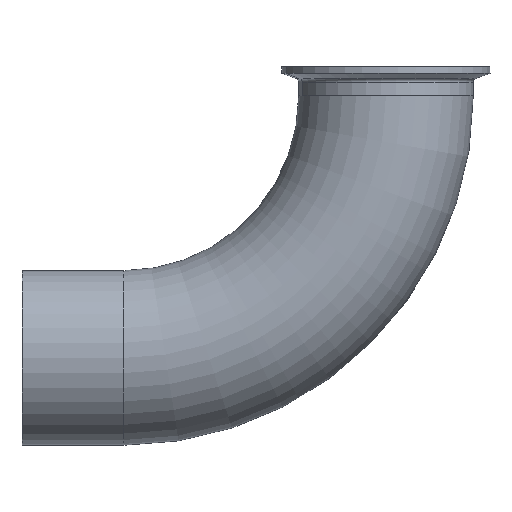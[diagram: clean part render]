
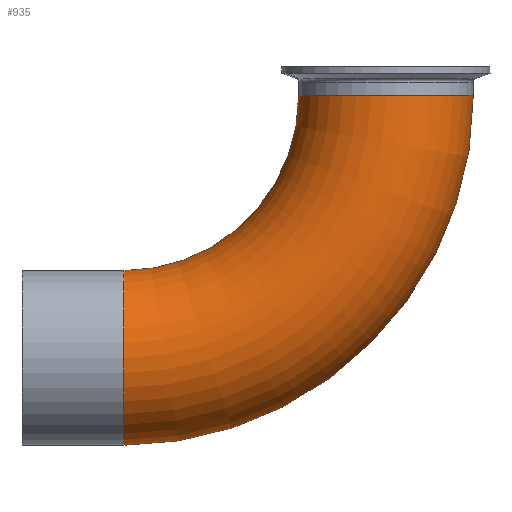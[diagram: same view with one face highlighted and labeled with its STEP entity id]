
A CAD part, front view. The second image highlights one B-rep face of the part: STEP entity #935.
In plain terms, the highlighted toroidal (fillet/blend) face has major radius 114.3 mm and minor radius 38.1 mm.
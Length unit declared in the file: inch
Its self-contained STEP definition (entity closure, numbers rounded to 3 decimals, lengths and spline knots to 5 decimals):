
#11 = VERTEX_POINT ( 'NONE', #646 ) ;
#24 = ORIENTED_EDGE ( 'NONE', *, *, #789, .T. ) ;
#53 = ORIENTED_EDGE ( 'NONE', *, *, #341, .T. ) ;
#68 = AXIS2_PLACEMENT_3D ( 'NONE', #151, #744, #664 ) ;
#80 = CARTESIAN_POINT ( 'NONE',  ( 4.5, 0., 0. ) ) ;
#88 = ORIENTED_EDGE ( 'NONE', *, *, #1010, .F. ) ;
#91 = DIRECTION ( 'NONE',  ( 0., -1., 0. ) ) ;
#108 = TOROIDAL_SURFACE ( 'NONE', #184, 4.5, 1.5 ) ;
#110 = EDGE_CURVE ( 'NONE', #575, #183, #812, .T. ) ;
#148 = CARTESIAN_POINT ( 'NONE',  ( 0., 0., 0. ) ) ;
#151 = CARTESIAN_POINT ( 'NONE',  ( 0., 0., -4.5 ) ) ;
#183 = VERTEX_POINT ( 'NONE', #913 ) ;
#184 = AXIS2_PLACEMENT_3D ( 'NONE', #315, #762, #986 ) ;
#214 = CIRCLE ( 'NONE', #795, 6. ) ;
#259 = CARTESIAN_POINT ( 'NONE',  ( 0., 0., 0. ) ) ;
#315 = CARTESIAN_POINT ( 'NONE',  ( 0., 0., 0. ) ) ;
#341 = EDGE_CURVE ( 'NONE', #11, #612, #214, .T. ) ;
#430 = DIRECTION ( 'NONE',  ( 0., 0., -1. ) ) ;
#497 = DIRECTION ( 'NONE',  ( 0., 0., -1. ) ) ;
#557 = DIRECTION ( 'NONE',  ( 0., 0., -1. ) ) ;
#566 = CARTESIAN_POINT ( 'NONE',  ( 6., 0., 0. ) ) ;
#575 = VERTEX_POINT ( 'NONE', #625 ) ;
#612 = VERTEX_POINT ( 'NONE', #566 ) ;
#625 = CARTESIAN_POINT ( 'NONE',  ( 0., 0., -3. ) ) ;
#646 = CARTESIAN_POINT ( 'NONE',  ( 0., 0., -6. ) ) ;
#664 = DIRECTION ( 'NONE',  ( 0., 0., 1. ) ) ;
#744 = DIRECTION ( 'NONE',  ( -1., 0., 0. ) ) ;
#762 = DIRECTION ( 'NONE',  ( 0., -1., 0. ) ) ;
#777 = CIRCLE ( 'NONE', #979, 1.5 ) ;
#789 = EDGE_CURVE ( 'NONE', #612, #183, #777, .T. ) ;
#795 = AXIS2_PLACEMENT_3D ( 'NONE', #259, #91, #430 ) ;
#798 = EDGE_LOOP ( 'NONE', ( #88, #53, #24, #939 ) ) ;
#812 = CIRCLE ( 'NONE', #868, 3. ) ;
#868 = AXIS2_PLACEMENT_3D ( 'NONE', #148, #991, #557 ) ;
#913 = CARTESIAN_POINT ( 'NONE',  ( 3., 0., 0. ) ) ;
#935 = ADVANCED_FACE ( 'NONE', ( #996 ), #108, .T. ) ;
#939 = ORIENTED_EDGE ( 'NONE', *, *, #110, .F. ) ;
#966 = CIRCLE ( 'NONE', #68, 1.5 ) ;
#979 = AXIS2_PLACEMENT_3D ( 'NONE', #80, #497, #995 ) ;
#986 = DIRECTION ( 'NONE',  ( 0., 0., -1. ) ) ;
#991 = DIRECTION ( 'NONE',  ( 0., -1., 0. ) ) ;
#995 = DIRECTION ( 'NONE',  ( -1., 0., 0. ) ) ;
#996 = FACE_OUTER_BOUND ( 'NONE', #798, .T. ) ;
#1010 = EDGE_CURVE ( 'NONE', #11, #575, #966, .T. ) ;
